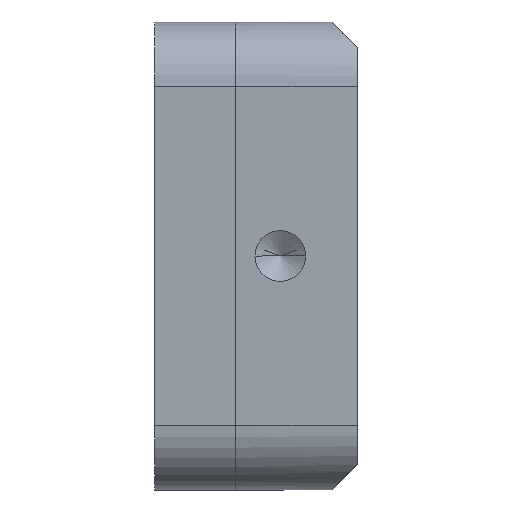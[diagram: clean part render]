
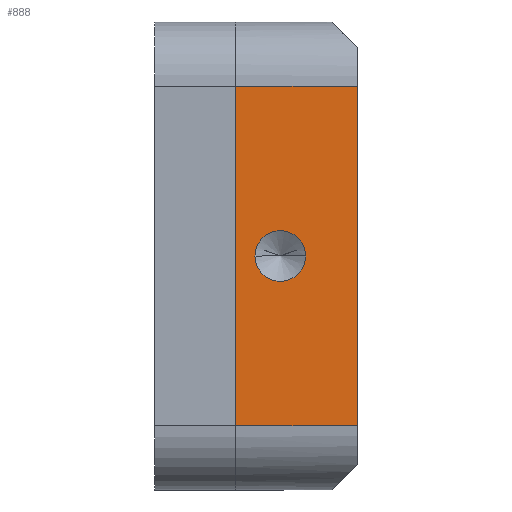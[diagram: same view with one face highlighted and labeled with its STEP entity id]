
A CAD part, left-side view. The second image highlights one B-rep face of the part: STEP entity #888.
In plain terms, the highlighted planar face has unit normal (-1, 0, 0).
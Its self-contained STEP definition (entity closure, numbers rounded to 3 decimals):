
#121 = DIRECTION ( 'NONE',  ( 0., 0., 1. ) ) ;
#137 = VERTEX_POINT ( 'NONE', #538 ) ;
#138 = VECTOR ( 'NONE', #873, 1000. ) ;
#145 = DIRECTION ( 'NONE',  ( 0., 0., -1. ) ) ;
#151 = EDGE_CURVE ( 'NONE', #1178, #1781, #1173, .T. ) ;
#170 = ORIENTED_EDGE ( 'NONE', *, *, #438, .T. ) ;
#188 = VERTEX_POINT ( 'NONE', #1543 ) ;
#189 = ORIENTED_EDGE ( 'NONE', *, *, #911, .T. ) ;
#201 = CARTESIAN_POINT ( 'NONE',  ( -24.05, 8.375, 6. ) ) ;
#250 = CARTESIAN_POINT ( 'NONE',  ( -24.05, 0., 3.8 ) ) ;
#257 = LINE ( 'NONE', #673, #399 ) ;
#289 = CARTESIAN_POINT ( 'NONE',  ( -24.05, 8.375, 6. ) ) ;
#305 = DIRECTION ( 'NONE',  ( -1., 0., 0. ) ) ;
#369 = AXIS2_PLACEMENT_3D ( 'NONE', #250, #1418, #121 ) ;
#388 = LINE ( 'NONE', #962, #820 ) ;
#398 = FACE_BOUND ( 'NONE', #1478, .T. ) ;
#399 = VECTOR ( 'NONE', #1254, 1000. ) ;
#438 = EDGE_CURVE ( 'NONE', #519, #137, #257, .T. ) ;
#471 = EDGE_CURVE ( 'NONE', #1299, #188, #819, .T. ) ;
#519 = VERTEX_POINT ( 'NONE', #603 ) ;
#538 = CARTESIAN_POINT ( 'NONE',  ( -24.05, -8.375, 0. ) ) ;
#575 = CARTESIAN_POINT ( 'NONE',  ( -24.05, 0., 2.55 ) ) ;
#603 = CARTESIAN_POINT ( 'NONE',  ( -24.05, 8.375, 0. ) ) ;
#640 = ORIENTED_EDGE ( 'NONE', *, *, #151, .F. ) ;
#673 = CARTESIAN_POINT ( 'NONE',  ( -24.05, -11.55, 0. ) ) ;
#757 = AXIS2_PLACEMENT_3D ( 'NONE', #1138, #1721, #1702 ) ;
#819 = CIRCLE ( 'NONE', #1498, 1.25 ) ;
#820 = VECTOR ( 'NONE', #840, 1000. ) ;
#826 = ORIENTED_EDGE ( 'NONE', *, *, #471, .F. ) ;
#840 = DIRECTION ( 'NONE',  ( 0., 0., 1. ) ) ;
#845 = EDGE_CURVE ( 'NONE', #188, #1299, #1339, .T. ) ;
#846 = VECTOR ( 'NONE', #145, 1000. ) ;
#873 = DIRECTION ( 'NONE',  ( 0., -1., 0. ) ) ;
#888 = ADVANCED_FACE ( 'NONE', ( #398, #1738 ), #994, .F. ) ;
#911 = EDGE_CURVE ( 'NONE', #137, #1781, #388, .T. ) ;
#962 = CARTESIAN_POINT ( 'NONE',  ( -24.05, -8.375, 6. ) ) ;
#989 = ORIENTED_EDGE ( 'NONE', *, *, #845, .F. ) ;
#994 = PLANE ( 'NONE',  #757 ) ;
#1138 = CARTESIAN_POINT ( 'NONE',  ( -24.05, -11.55, 6. ) ) ;
#1173 = LINE ( 'NONE', #1852, #138 ) ;
#1178 = VERTEX_POINT ( 'NONE', #201 ) ;
#1222 = EDGE_LOOP ( 'NONE', ( #640, #1676, #170, #189 ) ) ;
#1254 = DIRECTION ( 'NONE',  ( 0., -1., 0. ) ) ;
#1299 = VERTEX_POINT ( 'NONE', #575 ) ;
#1321 = CARTESIAN_POINT ( 'NONE',  ( -24.05, 0., 3.8 ) ) ;
#1326 = CARTESIAN_POINT ( 'NONE',  ( -24.05, -8.375, 6. ) ) ;
#1339 = CIRCLE ( 'NONE', #369, 1.25 ) ;
#1418 = DIRECTION ( 'NONE',  ( -1., 0., 0. ) ) ;
#1465 = DIRECTION ( 'NONE',  ( 0., 0., 1. ) ) ;
#1478 = EDGE_LOOP ( 'NONE', ( #989, #826 ) ) ;
#1481 = LINE ( 'NONE', #289, #846 ) ;
#1498 = AXIS2_PLACEMENT_3D ( 'NONE', #1321, #305, #1465 ) ;
#1543 = CARTESIAN_POINT ( 'NONE',  ( -24.05, 0., 5.05 ) ) ;
#1676 = ORIENTED_EDGE ( 'NONE', *, *, #1749, .T. ) ;
#1702 = DIRECTION ( 'NONE',  ( 0., 0., -1. ) ) ;
#1721 = DIRECTION ( 'NONE',  ( 1., 0., 0. ) ) ;
#1738 = FACE_OUTER_BOUND ( 'NONE', #1222, .T. ) ;
#1749 = EDGE_CURVE ( 'NONE', #1178, #519, #1481, .T. ) ;
#1781 = VERTEX_POINT ( 'NONE', #1326 ) ;
#1852 = CARTESIAN_POINT ( 'NONE',  ( -24.05, -11.55, 6. ) ) ;
